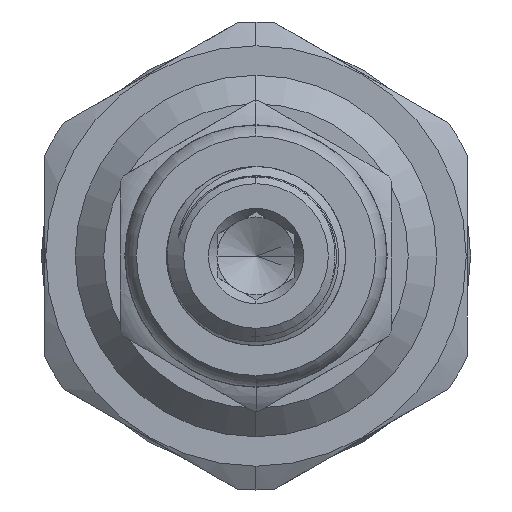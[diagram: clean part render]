
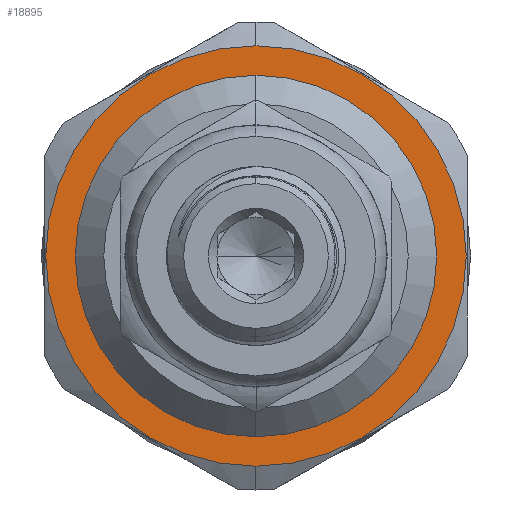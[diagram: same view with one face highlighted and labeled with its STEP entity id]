
A CAD part, left-side view. The second image highlights one B-rep face of the part: STEP entity #18895.
In plain terms, the highlighted planar face has unit normal (-1, 0, 0).
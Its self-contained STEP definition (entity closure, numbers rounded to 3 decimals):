
#13 = VERTEX_POINT ( 'NONE', #16499 ) ;
#242 = AXIS2_PLACEMENT_3D ( 'NONE', #12389, #12140, #19775 ) ;
#835 = EDGE_CURVE ( 'NONE', #13, #6083, #17194, .T. ) ;
#2326 = CARTESIAN_POINT ( 'NONE',  ( 12., 9.5, 0. ) ) ;
#3140 = ORIENTED_EDGE ( 'NONE', *, *, #14684, .F. ) ;
#3174 = DIRECTION ( 'NONE',  ( 1., 0., 0. ) ) ;
#3402 = DIRECTION ( 'NONE',  ( 1., 0., 0. ) ) ;
#4451 = VERTEX_POINT ( 'NONE', #21971 ) ;
#4489 = CIRCLE ( 'NONE', #7094, 9.5 ) ;
#4989 = EDGE_LOOP ( 'NONE', ( #12017, #22688 ) ) ;
#5216 = DIRECTION ( 'NONE',  ( 0., 0., -1. ) ) ;
#6081 = DIRECTION ( 'NONE',  ( -1., 0., 0. ) ) ;
#6083 = VERTEX_POINT ( 'NONE', #6324 ) ;
#6324 = CARTESIAN_POINT ( 'NONE',  ( 12., 0., 9.5 ) ) ;
#6343 = FACE_BOUND ( 'NONE', #4989, .T. ) ;
#7036 = DIRECTION ( 'NONE',  ( 0., 0., -1. ) ) ;
#7094 = AXIS2_PLACEMENT_3D ( 'NONE', #16854, #3402, #5216 ) ;
#8054 = EDGE_CURVE ( 'NONE', #6083, #13, #4489, .T. ) ;
#10219 = PLANE ( 'NONE',  #21214 ) ;
#11011 = EDGE_LOOP ( 'NONE', ( #16015, #3140 ) ) ;
#12017 = ORIENTED_EDGE ( 'NONE', *, *, #835, .T. ) ;
#12140 = DIRECTION ( 'NONE',  ( 1., 0., 0. ) ) ;
#12389 = CARTESIAN_POINT ( 'NONE',  ( 12., 0., 0. ) ) ;
#13931 = EDGE_CURVE ( 'NONE', #21482, #4451, #21478, .T. ) ;
#14684 = EDGE_CURVE ( 'NONE', #4451, #21482, #20296, .T. ) ;
#14996 = DIRECTION ( 'NONE',  ( 0., 0., -1. ) ) ;
#16015 = ORIENTED_EDGE ( 'NONE', *, *, #13931, .F. ) ;
#16499 = CARTESIAN_POINT ( 'NONE',  ( 12., 0., -9.5 ) ) ;
#16854 = CARTESIAN_POINT ( 'NONE',  ( 12., 0., 0. ) ) ;
#17019 = AXIS2_PLACEMENT_3D ( 'NONE', #19377, #22930, #14996 ) ;
#17194 = CIRCLE ( 'NONE', #17019, 9.5 ) ;
#17787 = FACE_OUTER_BOUND ( 'NONE', #11011, .T. ) ;
#18421 = AXIS2_PLACEMENT_3D ( 'NONE', #24260, #3174, #7036 ) ;
#18895 = ADVANCED_FACE ( 'NONE', ( #6343, #17787 ), #10219, .T. ) ;
#19377 = CARTESIAN_POINT ( 'NONE',  ( 12., 0., 0. ) ) ;
#19775 = DIRECTION ( 'NONE',  ( 0., 0., -1. ) ) ;
#20296 = CIRCLE ( 'NONE', #242, 11.05 ) ;
#21214 = AXIS2_PLACEMENT_3D ( 'NONE', #2326, #6081, #23394 ) ;
#21478 = CIRCLE ( 'NONE', #18421, 11.05 ) ;
#21482 = VERTEX_POINT ( 'NONE', #22856 ) ;
#21971 = CARTESIAN_POINT ( 'NONE',  ( 12., 0., 11.05 ) ) ;
#22688 = ORIENTED_EDGE ( 'NONE', *, *, #8054, .T. ) ;
#22856 = CARTESIAN_POINT ( 'NONE',  ( 12., 0., -11.05 ) ) ;
#22930 = DIRECTION ( 'NONE',  ( 1., 0., 0. ) ) ;
#23394 = DIRECTION ( 'NONE',  ( 0., 0., 1. ) ) ;
#24260 = CARTESIAN_POINT ( 'NONE',  ( 12., 0., 0. ) ) ;
